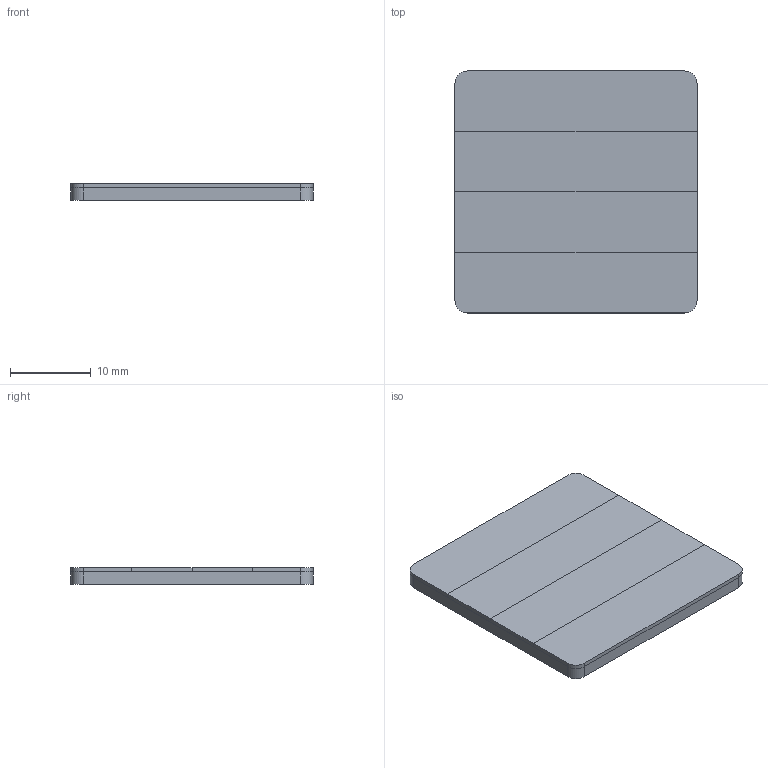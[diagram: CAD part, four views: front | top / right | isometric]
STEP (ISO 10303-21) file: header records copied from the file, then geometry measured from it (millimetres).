
FILE_DESCRIPTION(/* description */ (''),/* implementation_level */ '2;1');
FILE_NAME(/* name */ 'Face Plate Flag 5 Stripes_1.stp',/* time_stamp */ '2025-04-10T00:29:06-04:00',/* author */ ('Ryan'),/* organization */ (''),/* preprocessor_version */ 'ST-DEVELOPER v20',/* originating_system */ 'Autodesk Inventor 2024',/* authorisation */ '');
FILE_SCHEMA (('AUTOMOTIVE_DESIGN { 1 0 10303 214 3 1 1 }'));
Length unit declared in the file: inch
Products named in the file (1): Face Plate NB Flag_1
Bounding box: 30 x 30 x 2.03 mm (x, y, z)
Volume: 1791.2 mm3; surface area: 3956.9 mm2
Topology: 5 solids, 5 shells, 50 faces, 108 edges, 72 vertices
Faces by surface type: plane 34, cylinder 12, cone 4
Full cylindrical faces by diameter (mm): 3.175 x4
Entity records: 1405 total; most frequent: DIRECTION 242, CARTESIAN_POINT 231, ORIENTED_EDGE 216, EDGE_CURVE 108, AXIS2_PLACEMENT_3D 83, LINE 76, VECTOR 76, VERTEX_POINT 72
